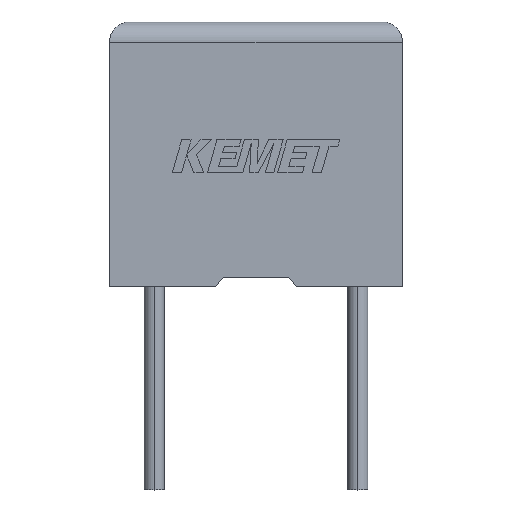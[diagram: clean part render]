
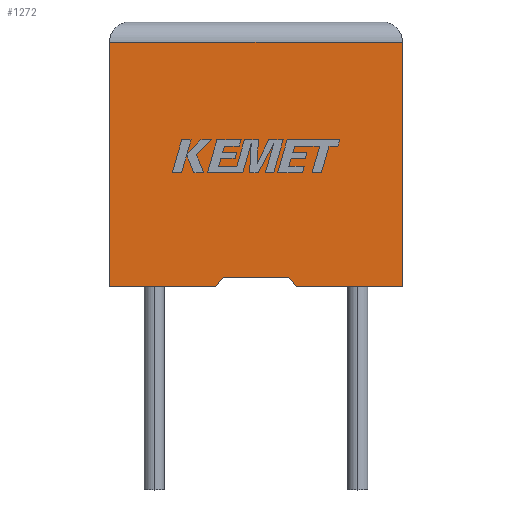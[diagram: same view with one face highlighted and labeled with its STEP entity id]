
A CAD part, top view. The second image highlights one B-rep face of the part: STEP entity #1272.
In plain terms, the highlighted planar face has unit normal (0, 0, 1).
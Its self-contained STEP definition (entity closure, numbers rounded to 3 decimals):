
#45 = VERTEX_POINT ( 'NONE', #2269 ) ;
#46 = CARTESIAN_POINT ( 'NONE',  ( 0., 0., 2.5 ) ) ;
#59 = LINE ( 'NONE', #1610, #1660 ) ;
#119 = LINE ( 'NONE', #1705, #2540 ) ;
#153 = CARTESIAN_POINT ( 'NONE',  ( 3.6, 0.224, 2.5 ) ) ;
#167 = VECTOR ( 'NONE', #2431, 1000. ) ;
#177 = ORIENTED_EDGE ( 'NONE', *, *, #2223, .T. ) ;
#206 = LINE ( 'NONE', #741, #2761 ) ;
#255 = ORIENTED_EDGE ( 'NONE', *, *, #1342, .F. ) ;
#285 = DIRECTION ( 'NONE',  ( 0., 0., -1. ) ) ;
#295 = ORIENTED_EDGE ( 'NONE', *, *, #1534, .T. ) ;
#404 = VECTOR ( 'NONE', #1939, 1000. ) ;
#408 = VERTEX_POINT ( 'NONE', #1028 ) ;
#583 = CARTESIAN_POINT ( 'NONE',  ( 7.2, 0., 2.5 ) ) ;
#590 = DIRECTION ( 'NONE',  ( -1., 0., 0. ) ) ;
#618 = EDGE_CURVE ( 'NONE', #1958, #773, #2372, .T. ) ;
#741 = CARTESIAN_POINT ( 'NONE',  ( 2.6, 0., 2.5 ) ) ;
#773 = VERTEX_POINT ( 'NONE', #1139 ) ;
#777 = EDGE_CURVE ( 'NONE', #2286, #1559, #2898, .T. ) ;
#844 = ORIENTED_EDGE ( 'NONE', *, *, #2661, .T. ) ;
#1001 = DIRECTION ( 'NONE',  ( -1., 0., 0. ) ) ;
#1028 = CARTESIAN_POINT ( 'NONE',  ( 0., 0., 2.5 ) ) ;
#1139 = CARTESIAN_POINT ( 'NONE',  ( 2.8, 0.224, 2.5 ) ) ;
#1158 = EDGE_CURVE ( 'NONE', #1958, #2286, #59, .T. ) ;
#1196 = PLANE ( 'NONE',  #2482 ) ;
#1272 = ADVANCED_FACE ( 'NONE', ( #2124 ), #1196, .F. ) ;
#1342 = EDGE_CURVE ( 'NONE', #773, #45, #206, .T. ) ;
#1390 = VERTEX_POINT ( 'NONE', #1417 ) ;
#1396 = CARTESIAN_POINT ( 'NONE',  ( 4.4, 0.224, 2.5 ) ) ;
#1417 = CARTESIAN_POINT ( 'NONE',  ( 7.2, 6., 2.5 ) ) ;
#1430 = CARTESIAN_POINT ( 'NONE',  ( 7.2, 0., 2.5 ) ) ;
#1512 = DIRECTION ( 'NONE',  ( 0., 1., 0. ) ) ;
#1534 = EDGE_CURVE ( 'NONE', #1390, #1995, #119, .T. ) ;
#1559 = VERTEX_POINT ( 'NONE', #1430 ) ;
#1610 = CARTESIAN_POINT ( 'NONE',  ( 4.6, 0., 2.5 ) ) ;
#1660 = VECTOR ( 'NONE', #2293, 1000. ) ;
#1695 = LINE ( 'NONE', #2143, #2799 ) ;
#1705 = CARTESIAN_POINT ( 'NONE',  ( 0., 6., 2.5 ) ) ;
#1890 = DIRECTION ( 'NONE',  ( 1., 0., 0. ) ) ;
#1912 = ORIENTED_EDGE ( 'NONE', *, *, #618, .F. ) ;
#1939 = DIRECTION ( 'NONE',  ( 1., 0., 0. ) ) ;
#1958 = VERTEX_POINT ( 'NONE', #1396 ) ;
#1982 = EDGE_CURVE ( 'NONE', #1995, #408, #2352, .T. ) ;
#1995 = VERTEX_POINT ( 'NONE', #2462 ) ;
#2031 = ORIENTED_EDGE ( 'NONE', *, *, #777, .T. ) ;
#2107 = DIRECTION ( 'NONE',  ( -0.666, -0.746, 0. ) ) ;
#2124 = FACE_OUTER_BOUND ( 'NONE', #2349, .T. ) ;
#2143 = CARTESIAN_POINT ( 'NONE',  ( 0., 0., 2.5 ) ) ;
#2223 = EDGE_CURVE ( 'NONE', #408, #45, #1695, .T. ) ;
#2229 = ORIENTED_EDGE ( 'NONE', *, *, #1982, .T. ) ;
#2269 = CARTESIAN_POINT ( 'NONE',  ( 2.6, 0., 2.5 ) ) ;
#2286 = VERTEX_POINT ( 'NONE', #2363 ) ;
#2292 = CARTESIAN_POINT ( 'NONE',  ( 0., 0., 2.5 ) ) ;
#2293 = DIRECTION ( 'NONE',  ( 0.666, -0.746, 0. ) ) ;
#2325 = ORIENTED_EDGE ( 'NONE', *, *, #1158, .T. ) ;
#2349 = EDGE_LOOP ( 'NONE', ( #844, #295, #2229, #177, #255, #1912, #2325, #2031 ) ) ;
#2352 = LINE ( 'NONE', #2687, #167 ) ;
#2363 = CARTESIAN_POINT ( 'NONE',  ( 4.6, 0., 2.5 ) ) ;
#2372 = LINE ( 'NONE', #153, #2421 ) ;
#2421 = VECTOR ( 'NONE', #590, 1000. ) ;
#2431 = DIRECTION ( 'NONE',  ( 0., -1., 0. ) ) ;
#2462 = CARTESIAN_POINT ( 'NONE',  ( 0., 6., 2.5 ) ) ;
#2482 = AXIS2_PLACEMENT_3D ( 'NONE', #46, #285, #2826 ) ;
#2540 = VECTOR ( 'NONE', #1001, 1000. ) ;
#2661 = EDGE_CURVE ( 'NONE', #1559, #1390, #2754, .T. ) ;
#2687 = CARTESIAN_POINT ( 'NONE',  ( 0., 0., 2.5 ) ) ;
#2754 = LINE ( 'NONE', #583, #2945 ) ;
#2761 = VECTOR ( 'NONE', #2107, 1000. ) ;
#2799 = VECTOR ( 'NONE', #1890, 1000. ) ;
#2826 = DIRECTION ( 'NONE',  ( -1., 0., 0. ) ) ;
#2898 = LINE ( 'NONE', #2292, #404 ) ;
#2945 = VECTOR ( 'NONE', #1512, 1000. ) ;
